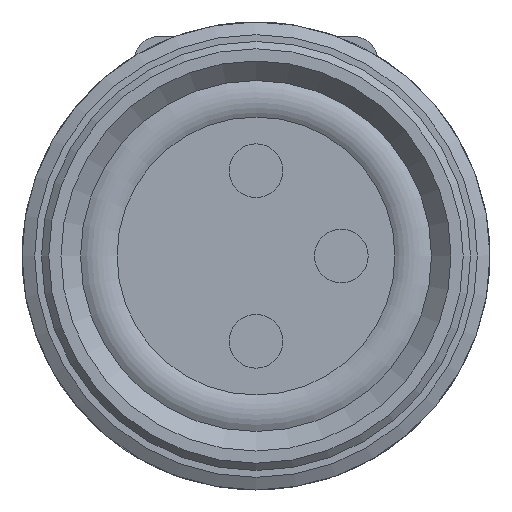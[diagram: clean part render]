
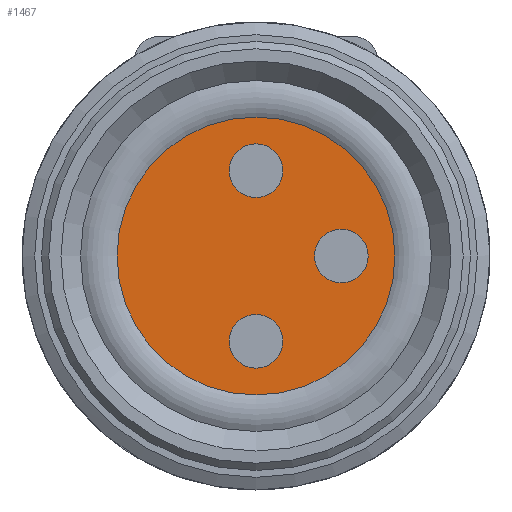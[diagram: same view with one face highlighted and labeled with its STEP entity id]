
A CAD part, front view. The second image highlights one B-rep face of the part: STEP entity #1467.
In plain terms, the highlighted planar face has unit normal (0, -1, 0).
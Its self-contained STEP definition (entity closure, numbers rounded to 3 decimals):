
#983=PLANE('',#5512);
#1467=ADVANCED_FACE('',(#1814,#1815,#1816,#1817),#983,.F.);
#1814=FACE_BOUND('',#2138,.T.);
#1815=FACE_BOUND('',#2139,.T.);
#1816=FACE_BOUND('',#2140,.T.);
#1817=FACE_BOUND('',#2141,.T.);
#2138=EDGE_LOOP('',(#3186));
#2139=EDGE_LOOP('',(#3187));
#2140=EDGE_LOOP('',(#3188));
#2141=EDGE_LOOP('',(#3189));
#3186=ORIENTED_EDGE('',*,*,#4625,.F.);
#3187=ORIENTED_EDGE('',*,*,#4624,.F.);
#3188=ORIENTED_EDGE('',*,*,#4623,.F.);
#3189=ORIENTED_EDGE('',*,*,#4626,.F.);
#3999=VERTEX_POINT('',#9203);
#4000=VERTEX_POINT('',#9206);
#4001=VERTEX_POINT('',#9209);
#4002=VERTEX_POINT('',#9212);
#4623=EDGE_CURVE('',#3999,#3999,#5047,.T.);
#4624=EDGE_CURVE('',#4000,#4000,#5048,.T.);
#4625=EDGE_CURVE('',#4001,#4001,#5049,.T.);
#4626=EDGE_CURVE('',#4002,#4002,#5050,.T.);
#5047=CIRCLE('',#5505,0.55);
#5048=CIRCLE('',#5507,0.55);
#5049=CIRCLE('',#5509,0.55);
#5050=CIRCLE('',#5511,2.85);
#5505=AXIS2_PLACEMENT_3D('',#9202,#6662,#6663);
#5507=AXIS2_PLACEMENT_3D('',#9205,#6666,#6667);
#5509=AXIS2_PLACEMENT_3D('',#9208,#6670,#6671);
#5511=AXIS2_PLACEMENT_3D('',#9211,#6674,#6675);
#5512=AXIS2_PLACEMENT_3D('',#9213,#6676,#6677);
#6662=DIRECTION('',(0.,-1.,0.));
#6663=DIRECTION('',(0.,0.,-1.));
#6666=DIRECTION('',(0.,-1.,0.));
#6667=DIRECTION('',(0.,0.,-1.));
#6670=DIRECTION('',(0.,-1.,0.));
#6671=DIRECTION('',(0.,0.,-1.));
#6674=DIRECTION('',(0.,1.,0.));
#6675=DIRECTION('',(1.,0.,0.));
#6676=DIRECTION('',(0.,1.,0.));
#6677=DIRECTION('',(-1.,0.,0.));
#9202=CARTESIAN_POINT('',(51.75,-7.55,50.35));
#9203=CARTESIAN_POINT('',(51.75,-7.55,49.8));
#9205=CARTESIAN_POINT('',(50.,-7.55,52.1));
#9206=CARTESIAN_POINT('',(50.,-7.55,51.55));
#9208=CARTESIAN_POINT('',(50.,-7.55,48.6));
#9209=CARTESIAN_POINT('',(50.,-7.55,48.05));
#9211=CARTESIAN_POINT('',(50.,-7.55,50.35));
#9212=CARTESIAN_POINT('',(52.85,-7.55,50.35));
#9213=CARTESIAN_POINT('',(50.,-7.55,50.35));
